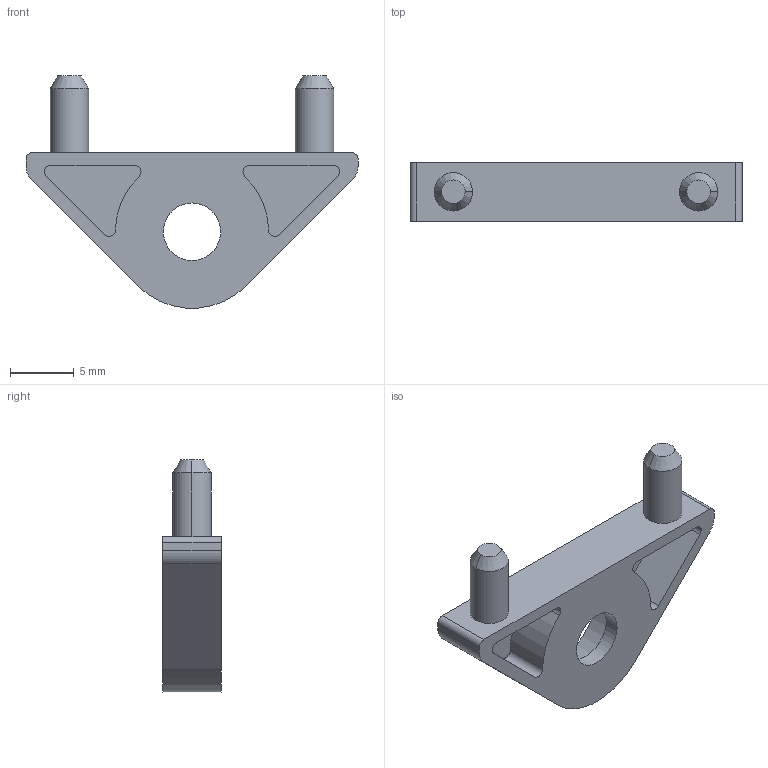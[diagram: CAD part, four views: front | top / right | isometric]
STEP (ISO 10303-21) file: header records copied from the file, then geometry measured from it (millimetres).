
FILE_DESCRIPTION(('SolidDesigner STEP Export'),'2;1');
FILE_NAME('umk-bf.stp','2001-10-23T11:21:37',(''),(''),'SolidDesigner STEP processor Version: 7.0(Mar 1999)for AP214(CD)(Solid Model)','CoCreate SolidDesigner: 09.01 27-May-2001(C) CoCreate Software GmbH','');
FILE_SCHEMA(('AUTOMOTIVE_DESIGN_CC2 {1 2 10303 214 -1 1 5 1}'));
Length unit declared in the file: millimetre
Products named in the file (2): umk-bf
Assembly tree (1 placements, depth 2):
  umk-bf
    umk-bf
Bounding box: 26 x 4.6 x 18.18 mm (x, y, z)
Volume: 599.9 mm3; surface area: 1044 mm2
Topology: 1 solids, 1 shells, 84 faces, 215 edges, 142 vertices
Faces by surface type: cylinder 47, plane 33, cone 4
Entity records: 3091 total; most frequent: ORIENTED_EDGE 430, CARTESIAN_POINT 400, DIRECTION 399, EDGE_CURVE 215, VERTEX_POINT 142, AXIS2_PLACEMENT_3D 141, VECTOR 117, LINE 117
